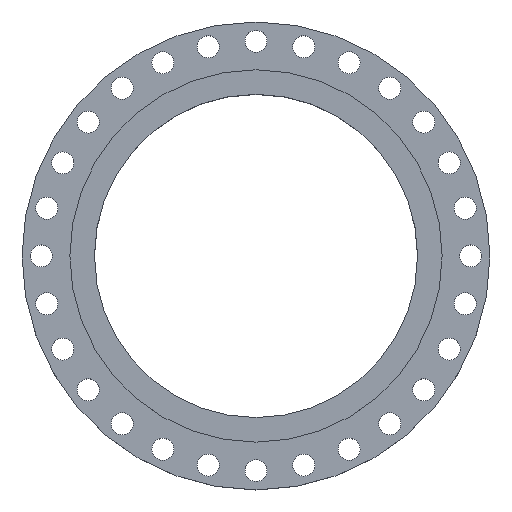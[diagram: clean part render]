
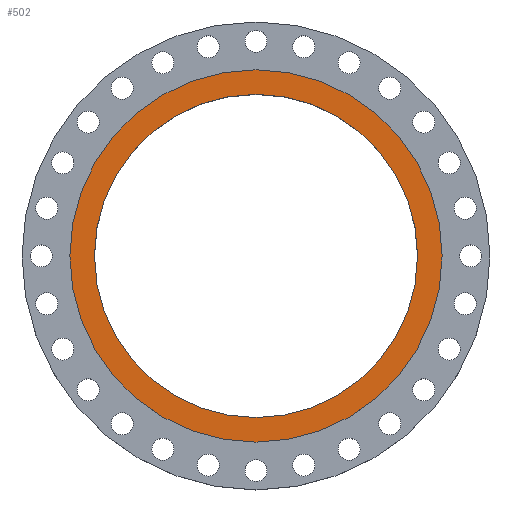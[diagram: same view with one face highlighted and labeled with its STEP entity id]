
A CAD part, top view. The second image highlights one B-rep face of the part: STEP entity #502.
In plain terms, the highlighted planar face has unit normal (0, 0, 1).
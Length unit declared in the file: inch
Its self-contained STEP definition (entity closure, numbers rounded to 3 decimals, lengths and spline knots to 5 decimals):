
#29 = EDGE_CURVE ( 'NONE', #720, #660, #678, .T. ) ;
#66 = DIRECTION ( 'NONE',  ( 1., 0., 0. ) ) ;
#162 = AXIS2_PLACEMENT_3D ( 'NONE', #211, #1969, #230 ) ;
#211 = CARTESIAN_POINT ( 'NONE',  ( 0., 15.625, 0. ) ) ;
#230 = DIRECTION ( 'NONE',  ( -1., 0., 0. ) ) ;
#267 = DIRECTION ( 'NONE',  ( 0., 0., 1. ) ) ;
#300 = CIRCLE ( 'NONE', #2164, 15.625 ) ;
#374 = AXIS2_PLACEMENT_3D ( 'NONE', #1250, #267, #66 ) ;
#382 = CIRCLE ( 'NONE', #1006, 18. ) ;
#416 = CARTESIAN_POINT ( 'NONE',  ( -15.625, 0., 0. ) ) ;
#429 = FACE_OUTER_BOUND ( 'NONE', #1770, .T. ) ;
#450 = DIRECTION ( 'NONE',  ( 0., 0., 1. ) ) ;
#502 = ADVANCED_FACE ( 'NONE', ( #1582, #429 ), #1169, .F. ) ;
#525 = DIRECTION ( 'NONE',  ( 1., 0., 0. ) ) ;
#607 = AXIS2_PLACEMENT_3D ( 'NONE', #1509, #2532, #1162 ) ;
#628 = VERTEX_POINT ( 'NONE', #1253 ) ;
#641 = CARTESIAN_POINT ( 'NONE',  ( 0., 0., 0. ) ) ;
#660 = VERTEX_POINT ( 'NONE', #1462 ) ;
#678 = CIRCLE ( 'NONE', #374, 18. ) ;
#720 = VERTEX_POINT ( 'NONE', #2285 ) ;
#832 = EDGE_CURVE ( 'NONE', #660, #720, #382, .T. ) ;
#995 = EDGE_CURVE ( 'NONE', #628, #1055, #300, .T. ) ;
#1006 = AXIS2_PLACEMENT_3D ( 'NONE', #1928, #1888, #525 ) ;
#1055 = VERTEX_POINT ( 'NONE', #416 ) ;
#1162 = DIRECTION ( 'NONE',  ( 1., 0., 0. ) ) ;
#1169 = PLANE ( 'NONE',  #162 ) ;
#1250 = CARTESIAN_POINT ( 'NONE',  ( 0., 0., 0. ) ) ;
#1253 = CARTESIAN_POINT ( 'NONE',  ( 15.625, 0., 0. ) ) ;
#1462 = CARTESIAN_POINT ( 'NONE',  ( 18., 0., 0. ) ) ;
#1509 = CARTESIAN_POINT ( 'NONE',  ( 0., 0., 0. ) ) ;
#1544 = EDGE_LOOP ( 'NONE', ( #2232, #1924 ) ) ;
#1582 = FACE_BOUND ( 'NONE', #1544, .T. ) ;
#1770 = EDGE_LOOP ( 'NONE', ( #2561, #2541 ) ) ;
#1888 = DIRECTION ( 'NONE',  ( 0., 0., 1. ) ) ;
#1924 = ORIENTED_EDGE ( 'NONE', *, *, #2290, .F. ) ;
#1928 = CARTESIAN_POINT ( 'NONE',  ( 0., 0., 0. ) ) ;
#1969 = DIRECTION ( 'NONE',  ( 0., 0., -1. ) ) ;
#2164 = AXIS2_PLACEMENT_3D ( 'NONE', #641, #450, #2208 ) ;
#2208 = DIRECTION ( 'NONE',  ( 1., 0., 0. ) ) ;
#2232 = ORIENTED_EDGE ( 'NONE', *, *, #995, .F. ) ;
#2285 = CARTESIAN_POINT ( 'NONE',  ( -18., 0., 0. ) ) ;
#2290 = EDGE_CURVE ( 'NONE', #1055, #628, #2503, .T. ) ;
#2503 = CIRCLE ( 'NONE', #607, 15.625 ) ;
#2532 = DIRECTION ( 'NONE',  ( 0., 0., 1. ) ) ;
#2541 = ORIENTED_EDGE ( 'NONE', *, *, #29, .T. ) ;
#2561 = ORIENTED_EDGE ( 'NONE', *, *, #832, .T. ) ;
